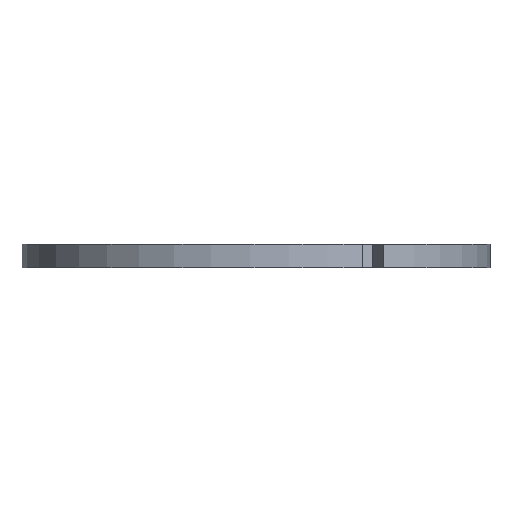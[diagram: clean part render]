
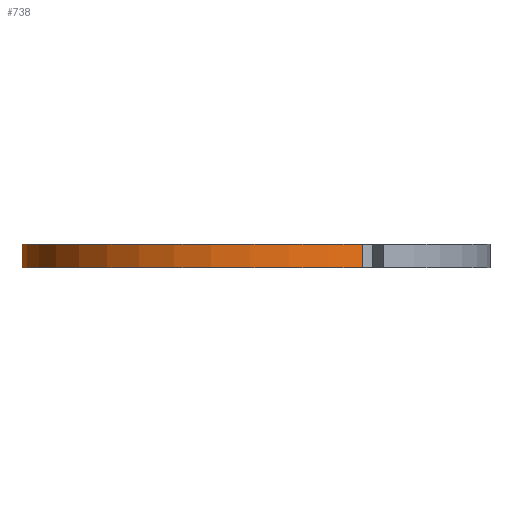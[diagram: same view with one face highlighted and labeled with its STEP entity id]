
A CAD part, front view. The second image highlights one B-rep face of the part: STEP entity #738.
In plain terms, the highlighted cylindrical face has radius 33.5 mm (diameter 67 mm), a partial arc.
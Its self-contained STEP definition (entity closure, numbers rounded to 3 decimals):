
#132=CARTESIAN_POINT('Vertex',(-33.457,-1.7,0.)) ;
#135=CARTESIAN_POINT('Line Origine',(-33.457,-1.7,1.7)) ;
#139=CARTESIAN_POINT('Vertex',(-33.457,-1.7,3.4)) ;
#621=CARTESIAN_POINT('Axis2P3D Location',(0.,0.,1.7)) ;
#713=CARTESIAN_POINT('Axis2P3D Location',(0.,0.,3.4)) ;
#717=CARTESIAN_POINT('Vertex',(15.256,-29.824,3.4)) ;
#720=CARTESIAN_POINT('Axis2P3D Location',(0.,0.,0.)) ;
#724=CARTESIAN_POINT('Vertex',(15.256,-29.824,0.)) ;
#727=CARTESIAN_POINT('Line Origine',(15.256,-29.824,1.7)) ;
#136=DIRECTION('Vector Direction',(0.,0.,1.)) ;
#622=DIRECTION('Axis2P3D Direction',(0.,0.,1.)) ;
#623=DIRECTION('Axis2P3D XDirection',(1.,0.,0.)) ;
#714=DIRECTION('Axis2P3D Direction',(0.,0.,1.)) ;
#721=DIRECTION('Axis2P3D Direction',(0.,0.,1.)) ;
#728=DIRECTION('Vector Direction',(0.,0.,1.)) ;
#624=AXIS2_PLACEMENT_3D('Cylinder Axis2P3D',#621,#622,#623) ;
#715=AXIS2_PLACEMENT_3D('Circle Axis2P3D',#713,#714,$) ;
#722=AXIS2_PLACEMENT_3D('Circle Axis2P3D',#720,#721,$) ;
#733=ORIENTED_EDGE('',*,*,#719,.F.) ;
#734=ORIENTED_EDGE('',*,*,#141,.F.) ;
#735=ORIENTED_EDGE('',*,*,#726,.T.) ;
#736=ORIENTED_EDGE('',*,*,#731,.T.) ;
#137=VECTOR('Line Direction',#136,1.) ;
#729=VECTOR('Line Direction',#728,1.) ;
#738=ADVANCED_FACE('',(#737),#625,.T.) ;
#716=CIRCLE('generated circle',#715,33.5) ;
#723=CIRCLE('generated circle',#722,33.5) ;
#625=CYLINDRICAL_SURFACE('generated cylinder',#624,33.5) ;
#141=EDGE_CURVE('',#133,#140,#138,.T.) ;
#719=EDGE_CURVE('',#140,#718,#716,.T.) ;
#726=EDGE_CURVE('',#133,#725,#723,.T.) ;
#731=EDGE_CURVE('',#725,#718,#730,.T.) ;
#732=EDGE_LOOP('',(#733,#734,#735,#736)) ;
#737=FACE_OUTER_BOUND('',#732,.T.) ;
#138=LINE('Line',#135,#137) ;
#730=LINE('Line',#727,#729) ;
#133=VERTEX_POINT('',#132) ;
#140=VERTEX_POINT('',#139) ;
#718=VERTEX_POINT('',#717) ;
#725=VERTEX_POINT('',#724) ;
